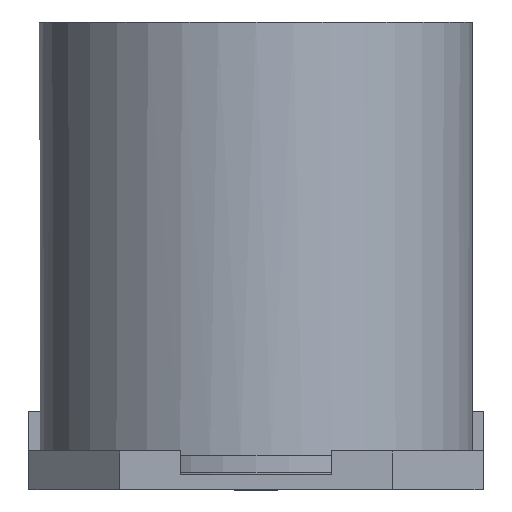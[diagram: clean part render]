
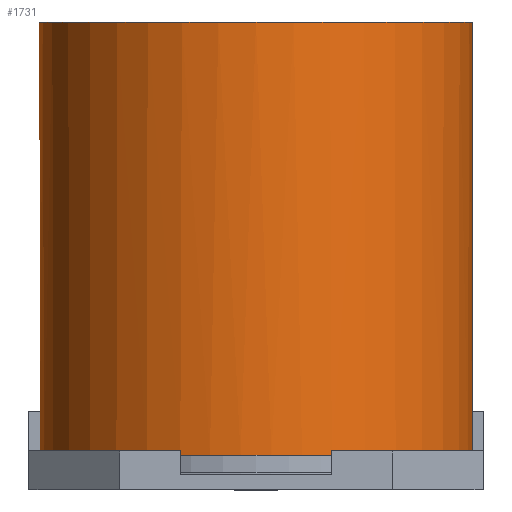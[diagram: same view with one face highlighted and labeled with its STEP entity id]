
A CAD part, left-side view. The second image highlights one B-rep face of the part: STEP entity #1731.
In plain terms, the highlighted cylindrical face has radius 6.25 mm (diameter 12.5 mm), a full revolution.
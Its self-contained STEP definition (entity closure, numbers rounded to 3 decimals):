
#1643 = EDGE_CURVE('',#1644,#1646,#1648,.T.);
#1644 = VERTEX_POINT('',#1645);
#1645 = CARTESIAN_POINT('',(6.25,0.,0.999));
#1646 = VERTEX_POINT('',#1647);
#1647 = CARTESIAN_POINT('',(5.856,2.183,0.999));
#1648 = CIRCLE('',#1649,6.25);
#1649 = AXIS2_PLACEMENT_3D('',#1650,#1651,#1652);
#1650 = CARTESIAN_POINT('',(0.,0.,0.999));
#1651 = DIRECTION('',(0.,0.,1.));
#1652 = DIRECTION('',(1.,0.,0.));
#1654 = EDGE_CURVE('',#1655,#1644,#1657,.T.);
#1655 = VERTEX_POINT('',#1656);
#1656 = CARTESIAN_POINT('',(5.856,-2.183,0.999));
#1657 = CIRCLE('',#1658,6.25);
#1658 = AXIS2_PLACEMENT_3D('',#1659,#1660,#1661);
#1659 = CARTESIAN_POINT('',(0.,0.,0.999));
#1660 = DIRECTION('',(0.,0.,1.));
#1661 = DIRECTION('',(1.,0.,0.));
#1664 = VERTEX_POINT('',#1665);
#1665 = CARTESIAN_POINT('',(2.183,-5.856,0.999));
#1672 = EDGE_CURVE('',#1673,#1664,#1675,.T.);
#1673 = VERTEX_POINT('',#1674);
#1674 = CARTESIAN_POINT('',(-2.183,-5.856,0.999));
#1675 = CIRCLE('',#1676,6.25);
#1676 = AXIS2_PLACEMENT_3D('',#1677,#1678,#1679);
#1677 = CARTESIAN_POINT('',(0.,0.,0.999));
#1678 = DIRECTION('',(0.,0.,1.));
#1679 = DIRECTION('',(1.,0.,0.));
#1682 = VERTEX_POINT('',#1683);
#1683 = CARTESIAN_POINT('',(-5.856,-2.183,0.999));
#1690 = EDGE_CURVE('',#1691,#1682,#1693,.T.);
#1691 = VERTEX_POINT('',#1692);
#1692 = CARTESIAN_POINT('',(-5.856,2.183,0.999));
#1693 = CIRCLE('',#1694,6.25);
#1694 = AXIS2_PLACEMENT_3D('',#1695,#1696,#1697);
#1695 = CARTESIAN_POINT('',(0.,0.,0.999));
#1696 = DIRECTION('',(0.,0.,1.));
#1697 = DIRECTION('',(1.,0.,0.));
#1700 = VERTEX_POINT('',#1701);
#1701 = CARTESIAN_POINT('',(-2.183,5.856,0.999));
#1708 = EDGE_CURVE('',#1709,#1700,#1711,.T.);
#1709 = VERTEX_POINT('',#1710);
#1710 = CARTESIAN_POINT('',(2.183,5.856,0.999));
#1711 = CIRCLE('',#1712,6.25);
#1712 = AXIS2_PLACEMENT_3D('',#1713,#1714,#1715);
#1713 = CARTESIAN_POINT('',(0.,0.,0.999));
#1714 = DIRECTION('',(0.,0.,1.));
#1715 = DIRECTION('',(1.,0.,0.));
#1731 = ADVANCED_FACE('',(#1732),#1847,.T.);
#1732 = FACE_BOUND('',#1733,.T.);
#1733 = EDGE_LOOP('',(#1734,#1742,#1743,#1751,#1760,#1766,#1767,#1775,
    #1784,#1790,#1791,#1799,#1808,#1814,#1815,#1823,#1832,#1838,#1839,
    #1840));
#1734 = ORIENTED_EDGE('',*,*,#1735,.F.);
#1735 = EDGE_CURVE('',#1644,#1736,#1738,.T.);
#1736 = VERTEX_POINT('',#1737);
#1737 = CARTESIAN_POINT('',(6.25,0.,13.499));
#1738 = LINE('',#1739,#1740);
#1739 = CARTESIAN_POINT('',(6.25,0.,0.999));
#1740 = VECTOR('',#1741,1.);
#1741 = DIRECTION('',(0.,0.,1.));
#1742 = ORIENTED_EDGE('',*,*,#1643,.T.);
#1743 = ORIENTED_EDGE('',*,*,#1744,.T.);
#1744 = EDGE_CURVE('',#1646,#1745,#1747,.T.);
#1745 = VERTEX_POINT('',#1746);
#1746 = CARTESIAN_POINT('',(5.856,2.183,2.25
    ));
#1747 = LINE('',#1748,#1749);
#1748 = CARTESIAN_POINT('',(5.856,2.183,0.45
    ));
#1749 = VECTOR('',#1750,1.);
#1750 = DIRECTION('',(0.,0.,1.));
#1751 = ORIENTED_EDGE('',*,*,#1752,.T.);
#1752 = EDGE_CURVE('',#1745,#1753,#1755,.T.);
#1753 = VERTEX_POINT('',#1754);
#1754 = CARTESIAN_POINT('',(2.183,5.856,2.25
    ));
#1755 = CIRCLE('',#1756,6.25);
#1756 = AXIS2_PLACEMENT_3D('',#1757,#1758,#1759);
#1757 = CARTESIAN_POINT('',(0.,0.,2.25));
#1758 = DIRECTION('',(0.,0.,1.));
#1759 = DIRECTION('',(1.,0.,0.));
#1760 = ORIENTED_EDGE('',*,*,#1761,.F.);
#1761 = EDGE_CURVE('',#1709,#1753,#1762,.T.);
#1762 = LINE('',#1763,#1764);
#1763 = CARTESIAN_POINT('',(2.183,5.856,0.45
    ));
#1764 = VECTOR('',#1765,1.);
#1765 = DIRECTION('',(0.,0.,1.));
#1766 = ORIENTED_EDGE('',*,*,#1708,.T.);
#1767 = ORIENTED_EDGE('',*,*,#1768,.T.);
#1768 = EDGE_CURVE('',#1700,#1769,#1771,.T.);
#1769 = VERTEX_POINT('',#1770);
#1770 = CARTESIAN_POINT('',(-2.183,5.856,
    1.125));
#1771 = LINE('',#1772,#1773);
#1772 = CARTESIAN_POINT('',(-2.183,5.856,
    0.45));
#1773 = VECTOR('',#1774,1.);
#1774 = DIRECTION('',(0.,0.,1.));
#1775 = ORIENTED_EDGE('',*,*,#1776,.T.);
#1776 = EDGE_CURVE('',#1769,#1777,#1779,.T.);
#1777 = VERTEX_POINT('',#1778);
#1778 = CARTESIAN_POINT('',(-5.856,2.183,
    1.125));
#1779 = CIRCLE('',#1780,6.25);
#1780 = AXIS2_PLACEMENT_3D('',#1781,#1782,#1783);
#1781 = CARTESIAN_POINT('',(0.,0.,1.125));
#1782 = DIRECTION('',(0.,0.,1.));
#1783 = DIRECTION('',(1.,0.,0.));
#1784 = ORIENTED_EDGE('',*,*,#1785,.F.);
#1785 = EDGE_CURVE('',#1691,#1777,#1786,.T.);
#1786 = LINE('',#1787,#1788);
#1787 = CARTESIAN_POINT('',(-5.856,2.183,
    0.45));
#1788 = VECTOR('',#1789,1.);
#1789 = DIRECTION('',(0.,0.,1.));
#1790 = ORIENTED_EDGE('',*,*,#1690,.T.);
#1791 = ORIENTED_EDGE('',*,*,#1792,.T.);
#1792 = EDGE_CURVE('',#1682,#1793,#1795,.T.);
#1793 = VERTEX_POINT('',#1794);
#1794 = CARTESIAN_POINT('',(-5.856,-2.183,
    1.125));
#1795 = LINE('',#1796,#1797);
#1796 = CARTESIAN_POINT('',(-5.856,-2.183,
    0.45));
#1797 = VECTOR('',#1798,1.);
#1798 = DIRECTION('',(0.,0.,1.));
#1799 = ORIENTED_EDGE('',*,*,#1800,.T.);
#1800 = EDGE_CURVE('',#1793,#1801,#1803,.T.);
#1801 = VERTEX_POINT('',#1802);
#1802 = CARTESIAN_POINT('',(-2.183,-5.856,
    1.125));
#1803 = CIRCLE('',#1804,6.25);
#1804 = AXIS2_PLACEMENT_3D('',#1805,#1806,#1807);
#1805 = CARTESIAN_POINT('',(0.,0.,1.125));
#1806 = DIRECTION('',(0.,0.,1.));
#1807 = DIRECTION('',(1.,0.,0.));
#1808 = ORIENTED_EDGE('',*,*,#1809,.F.);
#1809 = EDGE_CURVE('',#1673,#1801,#1810,.T.);
#1810 = LINE('',#1811,#1812);
#1811 = CARTESIAN_POINT('',(-2.183,-5.856,
    0.45));
#1812 = VECTOR('',#1813,1.);
#1813 = DIRECTION('',(0.,0.,1.));
#1814 = ORIENTED_EDGE('',*,*,#1672,.T.);
#1815 = ORIENTED_EDGE('',*,*,#1816,.T.);
#1816 = EDGE_CURVE('',#1664,#1817,#1819,.T.);
#1817 = VERTEX_POINT('',#1818);
#1818 = CARTESIAN_POINT('',(2.183,-5.856,
    2.25));
#1819 = LINE('',#1820,#1821);
#1820 = CARTESIAN_POINT('',(2.183,-5.856,
    0.45));
#1821 = VECTOR('',#1822,1.);
#1822 = DIRECTION('',(0.,0.,1.));
#1823 = ORIENTED_EDGE('',*,*,#1824,.T.);
#1824 = EDGE_CURVE('',#1817,#1825,#1827,.T.);
#1825 = VERTEX_POINT('',#1826);
#1826 = CARTESIAN_POINT('',(5.856,-2.183,
    2.25));
#1827 = CIRCLE('',#1828,6.25);
#1828 = AXIS2_PLACEMENT_3D('',#1829,#1830,#1831);
#1829 = CARTESIAN_POINT('',(0.,0.,2.25));
#1830 = DIRECTION('',(0.,0.,1.));
#1831 = DIRECTION('',(1.,0.,0.));
#1832 = ORIENTED_EDGE('',*,*,#1833,.F.);
#1833 = EDGE_CURVE('',#1655,#1825,#1834,.T.);
#1834 = LINE('',#1835,#1836);
#1835 = CARTESIAN_POINT('',(5.856,-2.183,
    0.45));
#1836 = VECTOR('',#1837,1.);
#1837 = DIRECTION('',(0.,0.,1.));
#1838 = ORIENTED_EDGE('',*,*,#1654,.T.);
#1839 = ORIENTED_EDGE('',*,*,#1735,.T.);
#1840 = ORIENTED_EDGE('',*,*,#1841,.F.);
#1841 = EDGE_CURVE('',#1736,#1736,#1842,.T.);
#1842 = CIRCLE('',#1843,6.25);
#1843 = AXIS2_PLACEMENT_3D('',#1844,#1845,#1846);
#1844 = CARTESIAN_POINT('',(0.,0.,13.499));
#1845 = DIRECTION('',(0.,0.,1.));
#1846 = DIRECTION('',(1.,0.,0.));
#1847 = CYLINDRICAL_SURFACE('',#1848,6.25);
#1848 = AXIS2_PLACEMENT_3D('',#1849,#1850,#1851);
#1849 = CARTESIAN_POINT('',(0.,0.,0.999));
#1850 = DIRECTION('',(0.,0.,1.));
#1851 = DIRECTION('',(1.,0.,0.));
